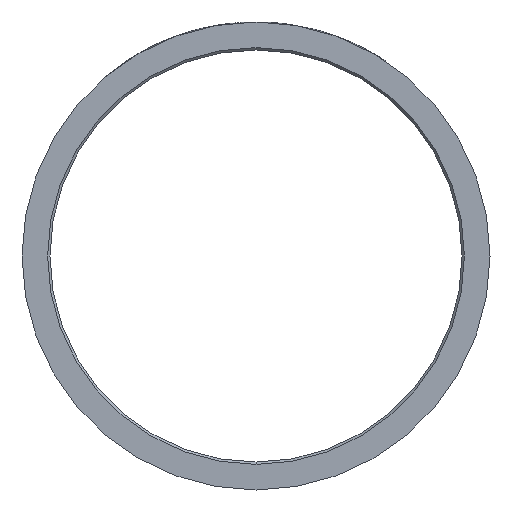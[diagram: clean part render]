
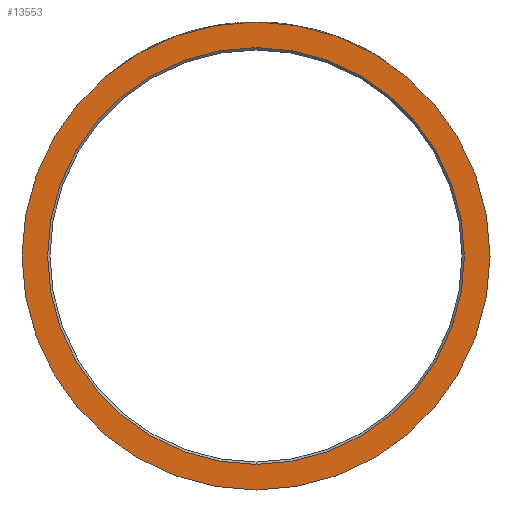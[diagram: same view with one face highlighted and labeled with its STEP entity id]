
A CAD part, left-side view. The second image highlights one B-rep face of the part: STEP entity #13553.
In plain terms, the highlighted planar face has unit normal (-1, 0, 0).
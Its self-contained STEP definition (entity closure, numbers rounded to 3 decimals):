
#557 = DIRECTION ( 'NONE',  ( 0., 0., 1. ) ) ;
#1529 = EDGE_CURVE ( 'NONE', #6267, #13211, #5549, .T. ) ;
#1598 = VERTEX_POINT ( 'NONE', #11585 ) ;
#1651 = AXIS2_PLACEMENT_3D ( 'NONE', #2439, #16047, #557 ) ;
#2172 = PLANE ( 'NONE',  #1651 ) ;
#2439 = CARTESIAN_POINT ( 'NONE',  ( -70., 30.15, 0. ) ) ;
#2862 = DIRECTION ( 'NONE',  ( 0., 0., 1. ) ) ;
#3121 = EDGE_LOOP ( 'NONE', ( #9417, #24680 ) ) ;
#3774 = EDGE_CURVE ( 'NONE', #19895, #1598, #23930, .T. ) ;
#3965 = ORIENTED_EDGE ( 'NONE', *, *, #3774, .T. ) ;
#5549 = CIRCLE ( 'NONE', #7130, 30.15 ) ;
#6267 = VERTEX_POINT ( 'NONE', #17579 ) ;
#6725 = CARTESIAN_POINT ( 'NONE',  ( -70., 0., 26.85 ) ) ;
#7130 = AXIS2_PLACEMENT_3D ( 'NONE', #18833, #12942, #24652 ) ;
#8618 = DIRECTION ( 'NONE',  ( 1., 0., 0. ) ) ;
#8669 = DIRECTION ( 'NONE',  ( 1., 0., 0. ) ) ;
#9417 = ORIENTED_EDGE ( 'NONE', *, *, #1529, .F. ) ;
#11151 = CARTESIAN_POINT ( 'NONE',  ( -70., 0., 0. ) ) ;
#11585 = CARTESIAN_POINT ( 'NONE',  ( -70., 0., -26.85 ) ) ;
#12563 = DIRECTION ( 'NONE',  ( 0., 0., -1. ) ) ;
#12942 = DIRECTION ( 'NONE',  ( 1., 0., 0. ) ) ;
#13211 = VERTEX_POINT ( 'NONE', #24600 ) ;
#13553 = ADVANCED_FACE ( 'NONE', ( #22720, #17501 ), #2172, .T. ) ;
#13616 = AXIS2_PLACEMENT_3D ( 'NONE', #18341, #8669, #2862 ) ;
#13794 = AXIS2_PLACEMENT_3D ( 'NONE', #11151, #18898, #14963 ) ;
#14963 = DIRECTION ( 'NONE',  ( 0., 0., 1. ) ) ;
#16047 = DIRECTION ( 'NONE',  ( -1., 0., 0. ) ) ;
#17214 = CIRCLE ( 'NONE', #13794, 26.85 ) ;
#17501 = FACE_OUTER_BOUND ( 'NONE', #3121, .T. ) ;
#17579 = CARTESIAN_POINT ( 'NONE',  ( -70., 0., -30.15 ) ) ;
#18341 = CARTESIAN_POINT ( 'NONE',  ( -70., 0., 0. ) ) ;
#18833 = CARTESIAN_POINT ( 'NONE',  ( -70., 0., 0. ) ) ;
#18898 = DIRECTION ( 'NONE',  ( 1., 0., 0. ) ) ;
#18985 = ORIENTED_EDGE ( 'NONE', *, *, #22376, .T. ) ;
#19895 = VERTEX_POINT ( 'NONE', #6725 ) ;
#20111 = CARTESIAN_POINT ( 'NONE',  ( -70., 0., 0. ) ) ;
#22376 = EDGE_CURVE ( 'NONE', #1598, #19895, #17214, .T. ) ;
#22720 = FACE_BOUND ( 'NONE', #23697, .T. ) ;
#23697 = EDGE_LOOP ( 'NONE', ( #3965, #18985 ) ) ;
#23930 = CIRCLE ( 'NONE', #13616, 26.85 ) ;
#24487 = CIRCLE ( 'NONE', #24932, 30.15 ) ;
#24600 = CARTESIAN_POINT ( 'NONE',  ( -70., 0., 30.15 ) ) ;
#24652 = DIRECTION ( 'NONE',  ( 0., 0., -1. ) ) ;
#24659 = EDGE_CURVE ( 'NONE', #13211, #6267, #24487, .T. ) ;
#24680 = ORIENTED_EDGE ( 'NONE', *, *, #24659, .F. ) ;
#24932 = AXIS2_PLACEMENT_3D ( 'NONE', #20111, #8618, #12563 ) ;
